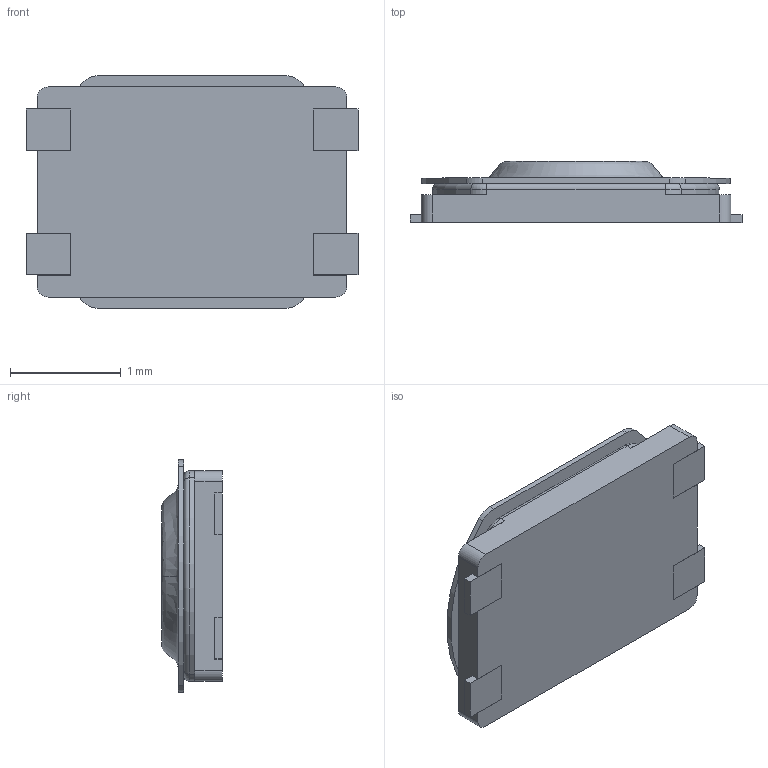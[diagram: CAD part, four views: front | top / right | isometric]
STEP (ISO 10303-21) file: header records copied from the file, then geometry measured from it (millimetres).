
FILE_DESCRIPTION (( 'STEP AP214' ), '1' );
FILE_NAME ('User Library-TS2819A.STEP', '2021-03-31T07:01:42', ( '' ), ( '' ), 'SwSTEP 2.0', 'SolidWorks 2020', '' );
FILE_SCHEMA (( 'AUTOMOTIVE_DESIGN' ));
Length unit declared in the file: millimetre
Products named in the file (1): User Library-TS2819A
Bounding box: 3 x 0.55 x 2.1 mm (x, y, z)
Volume: 2.2 mm3; surface area: 34.8 mm2
Topology: 8 solids, 8 shells, 116 faces, 274 edges, 176 vertices
Faces by surface type: plane 62, cylinder 34, torus 14, bspline 6
Entity records: 4949 total; most frequent: CARTESIAN_POINT 881, DIRECTION 576, ORIENTED_EDGE 548, EDGE_CURVE 274, AXIS2_PLACEMENT_3D 207, VERTEX_POINT 176, LINE 162, VECTOR 162
